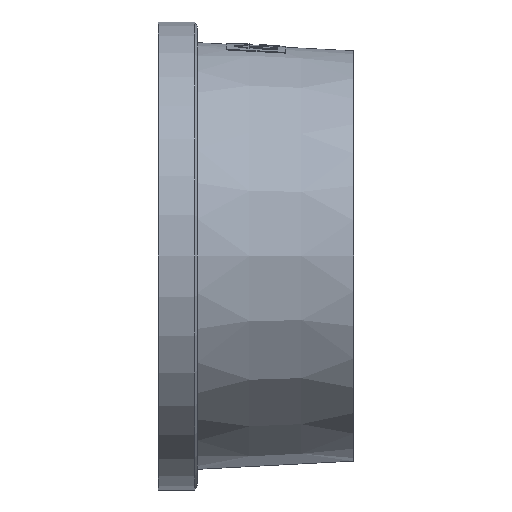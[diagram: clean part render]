
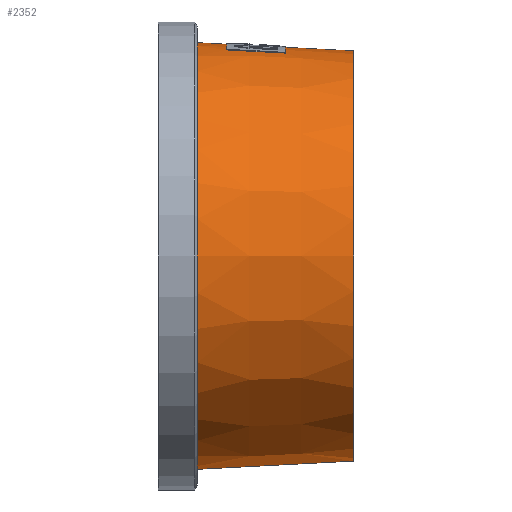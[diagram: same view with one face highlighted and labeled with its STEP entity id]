
A CAD part, left-side view. The second image highlights one B-rep face of the part: STEP entity #2352.
In plain terms, the highlighted conical face has half-angle 3 degrees and reference radius 42.073 mm.
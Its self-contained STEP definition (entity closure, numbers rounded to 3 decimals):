
#429 = EDGE_LOOP ( 'NONE', ( #9684, #9686, #9694, #9679, #9668, #9639, #9628, #9641 ) ) ;
#538 = B_SPLINE_CURVE_WITH_KNOTS ( 'NONE', 3,
 ( #14958, #14941, #14930, #14943, #14944, #14931, #14920 ),
 .UNSPECIFIED., .F., .F.,
 ( 4, 3, 4 ),
 ( 0.014, 0.024, 0.026 ),
 .UNSPECIFIED. ) ;
#2352 = ADVANCED_FACE ( 'NONE', ( #12267 ), #12287, .T. ) ;
#6413 = AXIS2_PLACEMENT_3D ( 'NONE', #8597, #8570, #8617 ) ;
#6567 = AXIS2_PLACEMENT_3D ( 'NONE', #15017, #15036, #15025 ) ;
#6576 = AXIS2_PLACEMENT_3D ( 'NONE', #14946, #14949, #14962 ) ;
#6617 = AXIS2_PLACEMENT_3D ( 'NONE', #15174, #15201, #15178 ) ;
#6672 = AXIS2_PLACEMENT_3D ( 'NONE', #15175, #15184, #15180 ) ;
#7773 = VERTEX_POINT ( 'NONE', #13510 ) ;
#7914 = VERTEX_POINT ( 'NONE', #13596 ) ;
#7982 = VERTEX_POINT ( 'NONE', #13635 ) ;
#8126 = VERTEX_POINT ( 'NONE', #13685 ) ;
#8570 = DIRECTION ( 'NONE',  ( 0., 1., 0. ) ) ;
#8597 = CARTESIAN_POINT ( 'NONE',  ( 0., 0., 0. ) ) ;
#8617 = DIRECTION ( 'NONE',  ( 0., 0., 1. ) ) ;
#8824 = EDGE_CURVE ( 'NONE', #7773, #10383, #12601, .T. ) ;
#8942 = EDGE_CURVE ( 'NONE', #7914, #8126, #12674, .T. ) ;
#9016 = EDGE_CURVE ( 'NONE', #7982, #9443, #12642, .T. ) ;
#9031 = EDGE_CURVE ( 'NONE', #9413, #9401, #538, .T. ) ;
#9033 = EDGE_CURVE ( 'NONE', #7773, #7982, #12707, .T. ) ;
#9049 = EDGE_CURVE ( 'NONE', #9401, #9443, #12711, .T. ) ;
#9082 = EDGE_CURVE ( 'NONE', #7914, #9413, #12727, .T. ) ;
#9085 = EDGE_CURVE ( 'NONE', #10383, #8126, #12742, .T. ) ;
#9401 = VERTEX_POINT ( 'NONE', #16427 ) ;
#9413 = VERTEX_POINT ( 'NONE', #16393 ) ;
#9443 = VERTEX_POINT ( 'NONE', #16380 ) ;
#9628 = ORIENTED_EDGE ( 'NONE', *, *, #8942, .T. ) ;
#9639 = ORIENTED_EDGE ( 'NONE', *, *, #9082, .F. ) ;
#9641 = ORIENTED_EDGE ( 'NONE', *, *, #9085, .F. ) ;
#9668 = ORIENTED_EDGE ( 'NONE', *, *, #9031, .F. ) ;
#9679 = ORIENTED_EDGE ( 'NONE', *, *, #9049, .F. ) ;
#9684 = ORIENTED_EDGE ( 'NONE', *, *, #8824, .F. ) ;
#9686 = ORIENTED_EDGE ( 'NONE', *, *, #9033, .T. ) ;
#9694 = ORIENTED_EDGE ( 'NONE', *, *, #9016, .T. ) ;
#10383 = VERTEX_POINT ( 'NONE', #16440 ) ;
#12267 = FACE_OUTER_BOUND ( 'NONE', #429, .T. ) ;
#12287 = CONICAL_SURFACE ( 'NONE', #6413, 42.073, 0.052 ) ;
#12601 = LINE ( 'NONE', #14379, #12603 ) ;
#12603 = VECTOR ( 'NONE', #14400, 1000. ) ;
#12642 = LINE ( 'NONE', #14877, #12646 ) ;
#12646 = VECTOR ( 'NONE', #14895, 1000. ) ;
#12647 = VECTOR ( 'NONE', #14668, 1000. ) ;
#12674 = LINE ( 'NONE', #14667, #12647 ) ;
#12707 = CIRCLE ( 'NONE', #6576, 42.073 ) ;
#12711 = CIRCLE ( 'NONE', #6567, 42.807 ) ;
#12727 = CIRCLE ( 'NONE', #6617, 43.436 ) ;
#12742 = CIRCLE ( 'NONE', #6672, 43.75 ) ;
#13510 = CARTESIAN_POINT ( 'NONE',  ( 0., 0., -42.073 ) ) ;
#13596 = CARTESIAN_POINT ( 'NONE',  ( 0., 26., 43.436 ) ) ;
#13635 = CARTESIAN_POINT ( 'NONE',  ( 0., 0., 42.073 ) ) ;
#13685 = CARTESIAN_POINT ( 'NONE',  ( 0., 32., 43.75 ) ) ;
#14379 = CARTESIAN_POINT ( 'NONE',  ( 0., 0., -42.073 ) ) ;
#14400 = DIRECTION ( 'NONE',  ( 0., 0.999, -0.052 ) ) ;
#14667 = CARTESIAN_POINT ( 'NONE',  ( 0., 0., 42.073 ) ) ;
#14668 = DIRECTION ( 'NONE',  ( 0., 0.999, 0.052 ) ) ;
#14877 = CARTESIAN_POINT ( 'NONE',  ( 0., 0., 42.073 ) ) ;
#14895 = DIRECTION ( 'NONE',  ( 0., 0.999, 0.052 ) ) ;
#14920 = CARTESIAN_POINT ( 'NONE',  ( -10., 14., 41.622 ) ) ;
#14930 = CARTESIAN_POINT ( 'NONE',  ( -10., 19.006, 41.892 ) ) ;
#14931 = CARTESIAN_POINT ( 'NONE',  ( -10., 14.503, 41.649 ) ) ;
#14941 = CARTESIAN_POINT ( 'NONE',  ( -10., 22.503, 42.08 ) ) ;
#14943 = CARTESIAN_POINT ( 'NONE',  ( -10., 15.509, 41.704 ) ) ;
#14944 = CARTESIAN_POINT ( 'NONE',  ( -10., 15.006, 41.676 ) ) ;
#14946 = CARTESIAN_POINT ( 'NONE',  ( 0., 0., 0. ) ) ;
#14949 = DIRECTION ( 'NONE',  ( 0., 1., 0. ) ) ;
#14958 = CARTESIAN_POINT ( 'NONE',  ( -10., 26., 42.269 ) ) ;
#14962 = DIRECTION ( 'NONE',  ( 0., 0., 1. ) ) ;
#15017 = CARTESIAN_POINT ( 'NONE',  ( 0., 14., 0. ) ) ;
#15025 = DIRECTION ( 'NONE',  ( 0., 0., 1. ) ) ;
#15036 = DIRECTION ( 'NONE',  ( 0., 1., 0. ) ) ;
#15174 = CARTESIAN_POINT ( 'NONE',  ( 0., 26., 0. ) ) ;
#15175 = CARTESIAN_POINT ( 'NONE',  ( 0., 32., 0. ) ) ;
#15178 = DIRECTION ( 'NONE',  ( 1., 0., 0. ) ) ;
#15180 = DIRECTION ( 'NONE',  ( 0., 0., 1. ) ) ;
#15184 = DIRECTION ( 'NONE',  ( 0., 1., 0. ) ) ;
#15201 = DIRECTION ( 'NONE',  ( 0., -1., 0. ) ) ;
#16380 = CARTESIAN_POINT ( 'NONE',  ( 0., 14., 42.807 ) ) ;
#16393 = CARTESIAN_POINT ( 'NONE',  ( -10., 26., 42.269 ) ) ;
#16427 = CARTESIAN_POINT ( 'NONE',  ( -10., 14., 41.622 ) ) ;
#16440 = CARTESIAN_POINT ( 'NONE',  ( 0., 32., -43.75 ) ) ;
